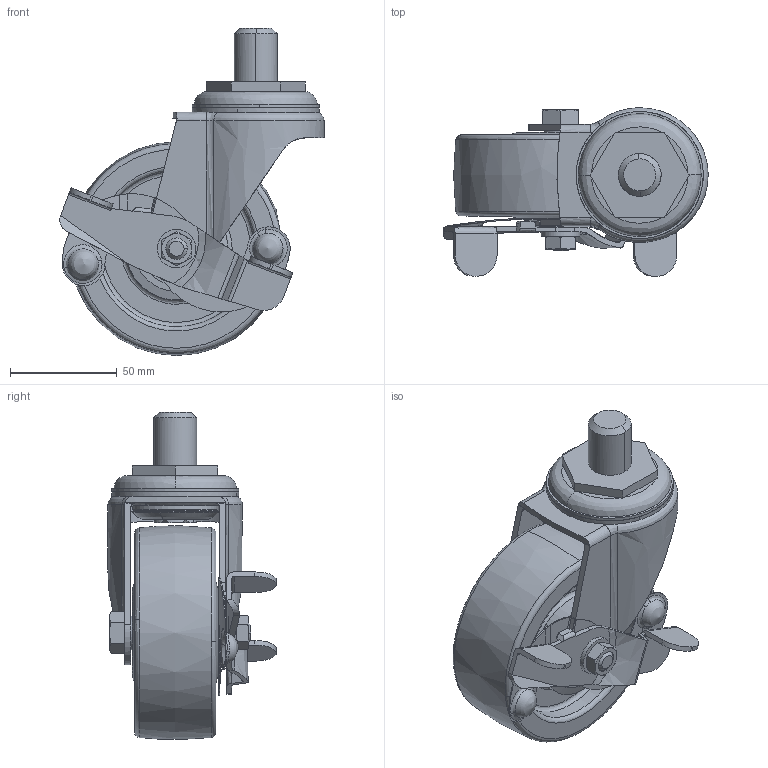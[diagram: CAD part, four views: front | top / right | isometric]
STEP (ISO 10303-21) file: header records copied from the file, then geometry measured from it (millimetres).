
FILE_DESCRIPTION((''),'2;1');
FILE_NAME('','2009-03-19T14:54:47',(''),(''),'','CADfix','');
FILE_SCHEMA(('AUTOMOTIVE_DESIGN { 1 0 10303 214 1 1 1 1 }'));
Length unit declared in the file: millimetre
Bounding box: 123.6 x 78.7 x 152.99 mm (x, y, z)
Volume: 342257.9 mm3; surface area: 84317 mm2
Topology: 6 solids, 6 shells, 332 faces, 982 edges, 685 vertices
Faces by surface type: bspline 332
Entity records: 17642 total; most frequent: CARTESIAN_POINT 12258, ORIENTED_EDGE 1964, EDGE_CURVE 982, VERTEX_POINT 685, EDGE_LOOP 367, FACE_OUTER_BOUND 332, ADVANCED_FACE 332, QUASI_UNIFORM_CURVE 298
